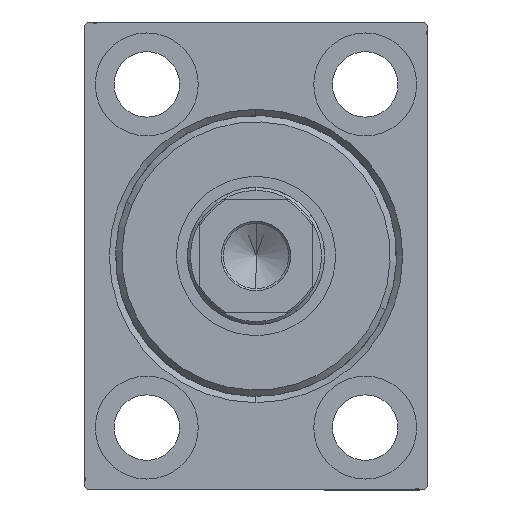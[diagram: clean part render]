
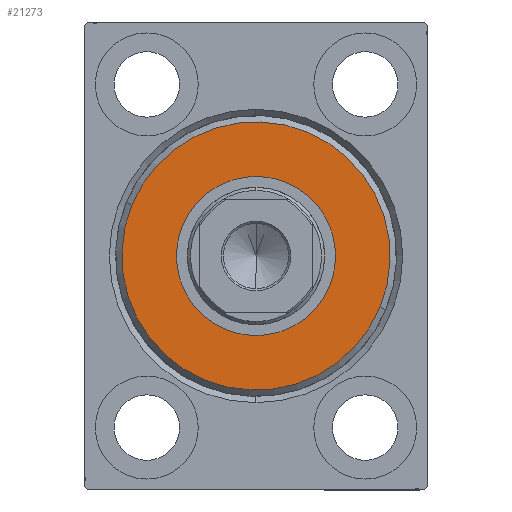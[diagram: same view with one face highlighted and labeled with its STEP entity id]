
A CAD part, left-side view. The second image highlights one B-rep face of the part: STEP entity #21273.
In plain terms, the highlighted face is planar.
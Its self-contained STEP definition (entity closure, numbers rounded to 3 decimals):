
#66 = EDGE_CURVE ( 'NONE', #25572, #26172, #18425, .T. ) ;
#1626 = DIRECTION ( 'NONE',  ( 1., 0., 0. ) ) ;
#2141 = DIRECTION ( 'NONE',  ( -1., 0., 0. ) ) ;
#3679 = CIRCLE ( 'NONE', #42406, 12.75 ) ;
#4412 = DIRECTION ( 'NONE',  ( -1., 0., 0. ) ) ;
#7298 = PLANE ( 'NONE',  #27344 ) ;
#7450 = ORIENTED_EDGE ( 'NONE', *, *, #66, .T. ) ;
#7518 = DIRECTION ( 'NONE',  ( 1., 0., 0. ) ) ;
#8878 = VERTEX_POINT ( 'NONE', #21833 ) ;
#9092 = EDGE_LOOP ( 'NONE', ( #24084, #7450 ) ) ;
#10926 = ORIENTED_EDGE ( 'NONE', *, *, #14536, .T. ) ;
#13556 = EDGE_LOOP ( 'NONE', ( #10926, #22808 ) ) ;
#13583 = DIRECTION ( 'NONE',  ( 0., 0., -1. ) ) ;
#14409 = AXIS2_PLACEMENT_3D ( 'NONE', #21001, #27729, #13583 ) ;
#14536 = EDGE_CURVE ( 'NONE', #39799, #8878, #27998, .T. ) ;
#14716 = FACE_OUTER_BOUND ( 'NONE', #9092, .T. ) ;
#15151 = FACE_BOUND ( 'NONE', #13556, .T. ) ;
#18425 = CIRCLE ( 'NONE', #31337, 21.5 ) ;
#21001 = CARTESIAN_POINT ( 'NONE',  ( 3., 0., 0. ) ) ;
#21273 = ADVANCED_FACE ( 'NONE', ( #14716, #15151 ), #7298, .T. ) ;
#21590 = CIRCLE ( 'NONE', #14409, 21.5 ) ;
#21833 = CARTESIAN_POINT ( 'NONE',  ( 3., 0., -12.75 ) ) ;
#22808 = ORIENTED_EDGE ( 'NONE', *, *, #40265, .T. ) ;
#24084 = ORIENTED_EDGE ( 'NONE', *, *, #38806, .T. ) ;
#25572 = VERTEX_POINT ( 'NONE', #34929 ) ;
#26172 = VERTEX_POINT ( 'NONE', #42578 ) ;
#27344 = AXIS2_PLACEMENT_3D ( 'NONE', #31322, #7518, #38490 ) ;
#27729 = DIRECTION ( 'NONE',  ( 1., 0., 0. ) ) ;
#27998 = CIRCLE ( 'NONE', #29437, 12.75 ) ;
#28028 = CARTESIAN_POINT ( 'NONE',  ( 3., 0., 12.75 ) ) ;
#29437 = AXIS2_PLACEMENT_3D ( 'NONE', #35175, #4412, #32472 ) ;
#31322 = CARTESIAN_POINT ( 'NONE',  ( 3., 0., 0. ) ) ;
#31337 = AXIS2_PLACEMENT_3D ( 'NONE', #32384, #1626, #32609 ) ;
#32384 = CARTESIAN_POINT ( 'NONE',  ( 3., 0., 0. ) ) ;
#32472 = DIRECTION ( 'NONE',  ( 0., 0., -1. ) ) ;
#32480 = DIRECTION ( 'NONE',  ( 0., 0., -1. ) ) ;
#32609 = DIRECTION ( 'NONE',  ( 0., 0., -1. ) ) ;
#32906 = CARTESIAN_POINT ( 'NONE',  ( 3., 0., 0. ) ) ;
#34929 = CARTESIAN_POINT ( 'NONE',  ( 3., 0., -21.5 ) ) ;
#35175 = CARTESIAN_POINT ( 'NONE',  ( 3., 0., 0. ) ) ;
#38490 = DIRECTION ( 'NONE',  ( 0., 0., -1. ) ) ;
#38806 = EDGE_CURVE ( 'NONE', #26172, #25572, #21590, .T. ) ;
#39799 = VERTEX_POINT ( 'NONE', #28028 ) ;
#40265 = EDGE_CURVE ( 'NONE', #8878, #39799, #3679, .T. ) ;
#42406 = AXIS2_PLACEMENT_3D ( 'NONE', #32906, #2141, #32480 ) ;
#42578 = CARTESIAN_POINT ( 'NONE',  ( 3., 0., 21.5 ) ) ;
